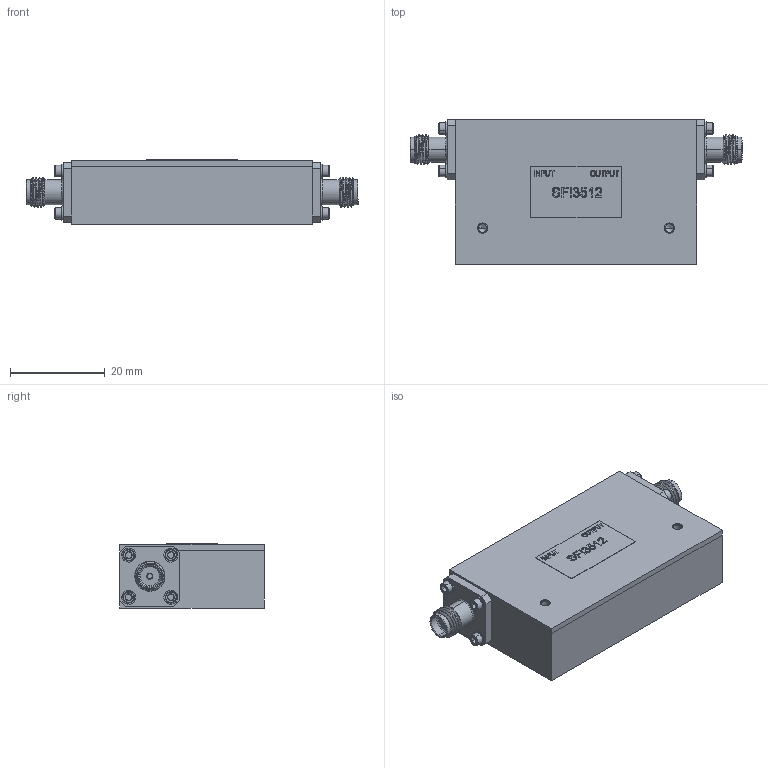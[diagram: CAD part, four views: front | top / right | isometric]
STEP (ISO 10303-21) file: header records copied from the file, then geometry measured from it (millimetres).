
FILE_DESCRIPTION (( 'STEP AP214' ), '1' );
FILE_NAME ('SFI3512_3D.step', '2023-08-22T14:37:36', ( '' ), ( '' ), 'SwSTEP 2.0', 'SolidWorks 2022', '' );
FILE_SCHEMA (( 'AUTOMOTIVE_DESIGN' ));
Length unit declared in the file: inch
Products named in the file (1): SFI3512_3D
Bounding box: 69.95 x 30.48 x 13.54 mm (x, y, z)
Volume: 21701.7 mm3; surface area: 6449.5 mm2
Topology: 1 solids, 9 shells, 724 faces, 1768 edges, 1126 vertices
Faces by surface type: plane 281, cylinder 216, cone 120, bspline 103, torus 4
Entity records: 34440 total; most frequent: CARTESIAN_POINT 18552, ORIENTED_EDGE 3520, DIRECTION 2928, EDGE_CURVE 1760, VERTEX_POINT 1126, AXIS2_PLACEMENT_3D 1034, LINE 860, VECTOR 860
